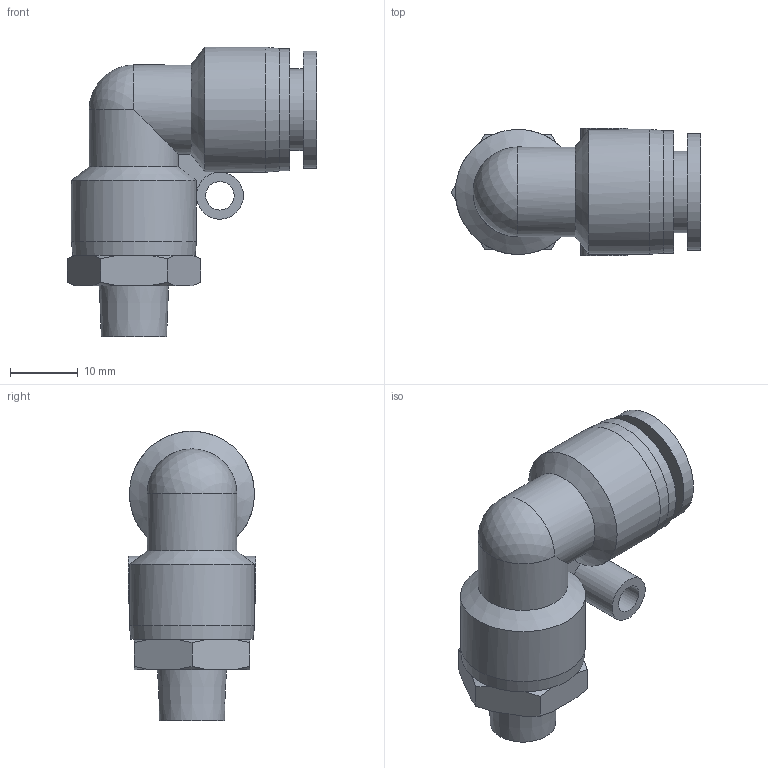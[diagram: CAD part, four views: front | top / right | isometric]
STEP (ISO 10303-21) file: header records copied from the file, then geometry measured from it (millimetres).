
FILE_DESCRIPTION(/* description */ (''),/* implementation_level */ '2;1');
FILE_NAME(/* name */ 'PL3-8-1-8NPT.stp',/* time_stamp */ '2025-06-16T10:15:51-04:00',/* author */ ('esanner'),/* organization */ (''),/* preprocessor_version */ 'ST-DEVELOPER v19',/* originating_system */ 'AutoCAD Mechanical',/* authorisation */ '');
FILE_SCHEMA (('AUTOMOTIVE_DESIGN { 1 0 10303 214 3 1 1 }'));
Length unit declared in the file: millimetre
Products named in the file (1): Product
Bounding box: 36.72 x 18.7 x 42.6 mm (x, y, z)
Volume: 6943.3 mm3; surface area: 6477.6 mm2
Topology: 1 solids, 1 shells, 54 faces, 134 edges, 89 vertices
Faces by surface type: plane 21, cone 17, cylinder 14, sphere 2
Full cylindrical faces by diameter (mm): 4.2 x1, 6.5 x1, 6.9 x1, 8.5 x1, 9.8 x2, 12 x1, 14.6 x1, 17.2 x1, 18 x1, 18.4 x2
Entity records: 1631 total; most frequent: CARTESIAN_POINT 334, DIRECTION 274, ORIENTED_EDGE 268, EDGE_CURVE 134, AXIS2_PLACEMENT_3D 113, VERTEX_POINT 89, EDGE_LOOP 65, CIRCLE 55
